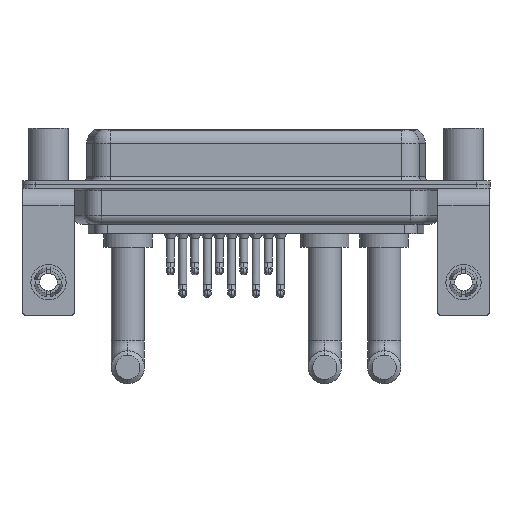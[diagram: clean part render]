
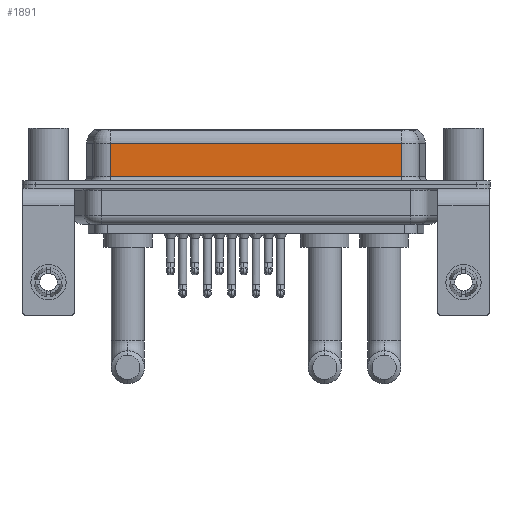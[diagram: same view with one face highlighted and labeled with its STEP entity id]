
A CAD part, front view. The second image highlights one B-rep face of the part: STEP entity #1891.
In plain terms, the highlighted planar face has unit normal (0, -1, 0).
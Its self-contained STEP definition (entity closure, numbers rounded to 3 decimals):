
#361 = CARTESIAN_POINT ( 'NONE',  ( 40.037, -3.95, 6.4 ) ) ;
#1447 = CARTESIAN_POINT ( 'NONE',  ( 7.013, -3.95, 0.9 ) ) ;
#1891 = ADVANCED_FACE ( 'NONE', ( #11570 ), #18739, .F. ) ;
#2084 = ORIENTED_EDGE ( 'NONE', *, *, #11632, .T. ) ;
#2557 = DIRECTION ( 'NONE',  ( 0., 0., -1. ) ) ;
#2643 = CARTESIAN_POINT ( 'NONE',  ( 40.037, -3.95, 6.4 ) ) ;
#3721 = ORIENTED_EDGE ( 'NONE', *, *, #8581, .T. ) ;
#3755 = EDGE_LOOP ( 'NONE', ( #16637, #2084, #14973, #3721 ) ) ;
#4687 = EDGE_CURVE ( 'NONE', #15805, #19532, #12999, .T. ) ;
#5178 = DIRECTION ( 'NONE',  ( 1., 0., 0. ) ) ;
#6191 = DIRECTION ( 'NONE',  ( -1., 0., 0. ) ) ;
#6592 = LINE ( 'NONE', #13735, #8330 ) ;
#8173 = VECTOR ( 'NONE', #11269, 1000. ) ;
#8330 = VECTOR ( 'NONE', #5178, 1000. ) ;
#8581 = EDGE_CURVE ( 'NONE', #19532, #21649, #6592, .T. ) ;
#9819 = CARTESIAN_POINT ( 'NONE',  ( 7.013, -3.95, 6.4 ) ) ;
#11269 = DIRECTION ( 'NONE',  ( 0., 0., -1. ) ) ;
#11570 = FACE_OUTER_BOUND ( 'NONE', #3755, .T. ) ;
#11632 = EDGE_CURVE ( 'NONE', #21210, #15805, #17241, .T. ) ;
#12999 = LINE ( 'NONE', #9819, #20590 ) ;
#13722 = AXIS2_PLACEMENT_3D ( 'NONE', #2643, #16969, #17095 ) ;
#13735 = CARTESIAN_POINT ( 'NONE',  ( 40.037, -3.95, 0.9 ) ) ;
#14272 = CARTESIAN_POINT ( 'NONE',  ( 40.037, -3.95, 0.9 ) ) ;
#14973 = ORIENTED_EDGE ( 'NONE', *, *, #4687, .T. ) ;
#15591 = EDGE_CURVE ( 'NONE', #21210, #21649, #18093, .T. ) ;
#15805 = VERTEX_POINT ( 'NONE', #18037 ) ;
#15944 = VECTOR ( 'NONE', #6191, 1000. ) ;
#16195 = CARTESIAN_POINT ( 'NONE',  ( 40.037, -3.95, 4.65 ) ) ;
#16637 = ORIENTED_EDGE ( 'NONE', *, *, #15591, .F. ) ;
#16969 = DIRECTION ( 'NONE',  ( 0., 1., 0. ) ) ;
#17095 = DIRECTION ( 'NONE',  ( 0., 0., 1. ) ) ;
#17241 = LINE ( 'NONE', #20503, #15944 ) ;
#18037 = CARTESIAN_POINT ( 'NONE',  ( 7.013, -3.95, 4.65 ) ) ;
#18093 = LINE ( 'NONE', #361, #8173 ) ;
#18739 = PLANE ( 'NONE',  #13722 ) ;
#19532 = VERTEX_POINT ( 'NONE', #1447 ) ;
#20503 = CARTESIAN_POINT ( 'NONE',  ( 40.037, -3.95, 4.65 ) ) ;
#20590 = VECTOR ( 'NONE', #2557, 1000. ) ;
#21210 = VERTEX_POINT ( 'NONE', #16195 ) ;
#21649 = VERTEX_POINT ( 'NONE', #14272 ) ;
